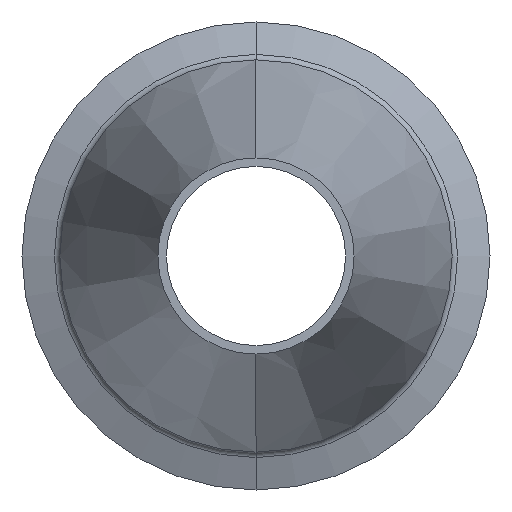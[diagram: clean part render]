
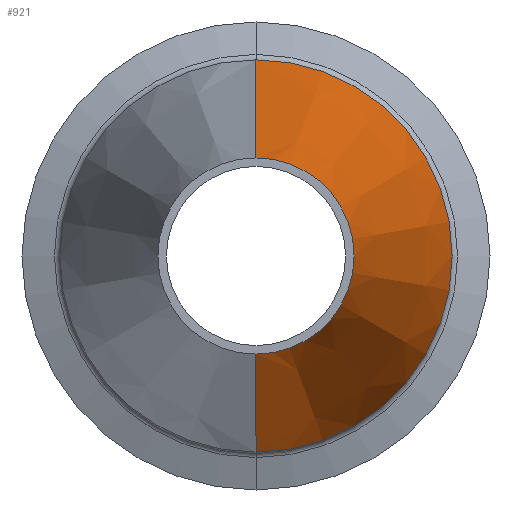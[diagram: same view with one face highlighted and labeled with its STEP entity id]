
A CAD part, front view. The second image highlights one B-rep face of the part: STEP entity #921.
In plain terms, the highlighted conical face has half-angle 14.252 degrees and reference radius 19.05 mm.
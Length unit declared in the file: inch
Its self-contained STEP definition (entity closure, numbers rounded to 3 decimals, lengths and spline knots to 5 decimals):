
#1 = CARTESIAN_POINT ( 'NONE',  ( 0., 2.95276, 1.5 ) ) ;
#13 = AXIS2_PLACEMENT_3D ( 'NONE', #337, #1081, #509 ) ;
#15 = CARTESIAN_POINT ( 'NONE',  ( 0., 0., -0.75 ) ) ;
#20 = CARTESIAN_POINT ( 'NONE',  ( 0., 0., 0. ) ) ;
#38 = ORIENTED_EDGE ( 'NONE', *, *, #894, .F. ) ;
#42 = EDGE_CURVE ( 'NONE', #911, #99, #992, .T. ) ;
#50 = CARTESIAN_POINT ( 'NONE',  ( 0., 2.95276, 0. ) ) ;
#54 = ORIENTED_EDGE ( 'NONE', *, *, #42, .F. ) ;
#56 = CONICAL_SURFACE ( 'NONE', #13, 0.75, 0.249 ) ;
#99 = VERTEX_POINT ( 'NONE', #1 ) ;
#136 = ORIENTED_EDGE ( 'NONE', *, *, #230, .T. ) ;
#137 = DIRECTION ( 'NONE',  ( 0., 1., 0. ) ) ;
#143 = VERTEX_POINT ( 'NONE', #433 ) ;
#152 = CARTESIAN_POINT ( 'NONE',  ( 0., 0., 0.75 ) ) ;
#193 = ORIENTED_EDGE ( 'NONE', *, *, #1066, .F. ) ;
#229 = DIRECTION ( 'NONE',  ( 0., 0., 1. ) ) ;
#230 = EDGE_CURVE ( 'NONE', #143, #861, #1025, .T. ) ;
#261 = VECTOR ( 'NONE', #361, 39.37008 ) ;
#337 = CARTESIAN_POINT ( 'NONE',  ( 0., 0., 0. ) ) ;
#361 = DIRECTION ( 'NONE',  ( 0., 0.969, -0.246 ) ) ;
#433 = CARTESIAN_POINT ( 'NONE',  ( 0., 0., -0.75 ) ) ;
#454 = AXIS2_PLACEMENT_3D ( 'NONE', #50, #137, #229 ) ;
#509 = DIRECTION ( 'NONE',  ( 0., 0., 1. ) ) ;
#639 = EDGE_LOOP ( 'NONE', ( #38, #136, #193, #54 ) ) ;
#691 = DIRECTION ( 'NONE',  ( 0., -1., 0. ) ) ;
#731 = CIRCLE ( 'NONE', #454, 1.5 ) ;
#775 = DIRECTION ( 'NONE',  ( 0., 0., -1. ) ) ;
#831 = VECTOR ( 'NONE', #994, 39.37008 ) ;
#845 = CIRCLE ( 'NONE', #913, 0.75 ) ;
#861 = VERTEX_POINT ( 'NONE', #901 ) ;
#894 = EDGE_CURVE ( 'NONE', #143, #911, #845, .T. ) ;
#901 = CARTESIAN_POINT ( 'NONE',  ( 0., 2.95276, -1.5 ) ) ;
#911 = VERTEX_POINT ( 'NONE', #919 ) ;
#913 = AXIS2_PLACEMENT_3D ( 'NONE', #20, #691, #775 ) ;
#919 = CARTESIAN_POINT ( 'NONE',  ( 0., 0., 0.75 ) ) ;
#921 = ADVANCED_FACE ( 'NONE', ( #977 ), #56, .T. ) ;
#977 = FACE_OUTER_BOUND ( 'NONE', #639, .T. ) ;
#992 = LINE ( 'NONE', #152, #831 ) ;
#994 = DIRECTION ( 'NONE',  ( 0., 0.969, 0.246 ) ) ;
#1025 = LINE ( 'NONE', #15, #261 ) ;
#1066 = EDGE_CURVE ( 'NONE', #99, #861, #731, .T. ) ;
#1081 = DIRECTION ( 'NONE',  ( 0., 1., 0. ) ) ;
